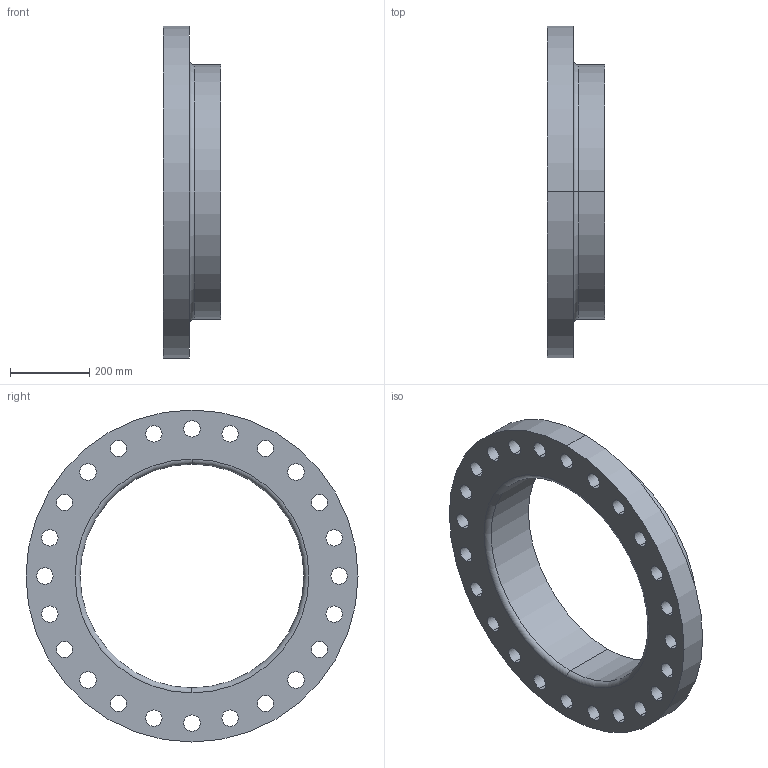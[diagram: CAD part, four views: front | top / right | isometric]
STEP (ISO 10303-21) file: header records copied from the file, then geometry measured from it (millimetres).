
FILE_DESCRIPTION (( 'STEP AP203' ), '1' );
FILE_NAME ('22_300_B165_LJF.STEP', '2024-01-10T02:49:29', ( '' ), ( '' ), 'SwSTEP 2.0', 'SolidWorks 2023', '' );
FILE_SCHEMA (( 'CONFIG_CONTROL_DESIGN' ));
Length unit declared in the file: inch
Products named in the file (1): 22_300_B165_LJF
Bounding box: 146.05 x 838.2 x 838.2 mm (x, y, z)
Volume: 23664528.8 mm3; surface area: 1319470.8 mm2
Topology: 1 solids, 1 shells, 61 faces, 170 edges, 112 vertices
Faces by surface type: cylinder 54, torus 4, plane 3
Entity records: 2207 total; most frequent: DIRECTION 410, CARTESIAN_POINT 344, ORIENTED_EDGE 340, AXIS2_PLACEMENT_3D 178, EDGE_CURVE 170, CIRCLE 116, EDGE_LOOP 112, VERTEX_POINT 112
